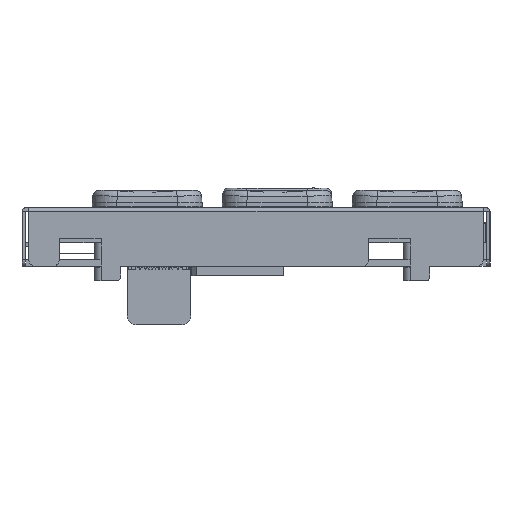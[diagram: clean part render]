
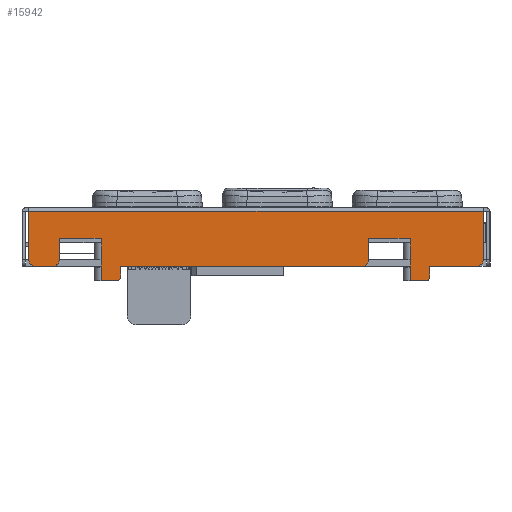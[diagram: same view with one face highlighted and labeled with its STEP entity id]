
A CAD part, left-side view. The second image highlights one B-rep face of the part: STEP entity #15942.
In plain terms, the highlighted planar face has unit normal (-1, 0, 0).
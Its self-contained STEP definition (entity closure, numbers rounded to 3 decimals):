
#63=DIRECTION('',(0.,-1.,0.));
#64=VECTOR('',#63,35.8);
#65=CARTESIAN_POINT('',(-106.764,19.96,50.741));
#66=LINE('',#65,#64);
#103=DIRECTION('',(0.,-1.,0.));
#104=VECTOR('',#103,2.55);
#105=CARTESIAN_POINT('',(-106.764,32.61,50.741));
#106=LINE('',#105,#104);
#224=DIRECTION('',(0.,0.,-1.));
#225=VECTOR('',#224,1.1);
#226=CARTESIAN_POINT('',(-106.764,22.86,51.741));
#227=LINE('',#226,#225);
#253=CARTESIAN_POINT('',(-106.764,30.06,51.741));
#254=DIRECTION('',(1.,0.,0.));
#255=DIRECTION('',(0.,-1.,0.));
#256=AXIS2_PLACEMENT_3D('',#253,#254,#255);
#258=CARTESIAN_POINT('',(-106.764,32.61,51.741));
#259=DIRECTION('',(1.,0.,0.));
#260=DIRECTION('',(0.,0.,-1.));
#261=AXIS2_PLACEMENT_3D('',#258,#259,#260);
#263=DIRECTION('',(0.,0.,-1.));
#264=VECTOR('',#263,7.2);
#265=CARTESIAN_POINT('',(-106.764,-33.89,58.941));
#266=LINE('',#265,#264);
#267=CARTESIAN_POINT('',(-106.764,-32.89,51.741));
#268=DIRECTION('',(1.,0.,0.));
#269=DIRECTION('',(0.,-1.,0.));
#270=AXIS2_PLACEMENT_3D('',#267,#268,#269);
#272=DIRECTION('',(0.,1.,0.));
#273=VECTOR('',#272,6.95);
#274=CARTESIAN_POINT('',(-106.764,-32.89,50.741));
#275=LINE('',#274,#273);
#276=CARTESIAN_POINT('',(-106.764,-25.44,49.141));
#277=DIRECTION('',(1.,0.,0.));
#278=DIRECTION('',(0.,-1.,0.));
#279=AXIS2_PLACEMENT_3D('',#276,#277,#278);
#281=CARTESIAN_POINT('',(-106.764,-15.84,51.741));
#282=DIRECTION('',(1.,0.,0.));
#283=DIRECTION('',(0.,-1.,0.));
#284=AXIS2_PLACEMENT_3D('',#281,#282,#283);
#286=CARTESIAN_POINT('',(-106.764,20.46,49.141));
#287=DIRECTION('',(1.,0.,0.));
#288=DIRECTION('',(0.,-1.,0.));
#289=AXIS2_PLACEMENT_3D('',#286,#287,#288);
#295=DIRECTION('',(0.,0.,-1.));
#296=VECTOR('',#295,2.);
#297=CARTESIAN_POINT('',(-106.764,22.86,50.641));
#298=LINE('',#297,#296);
#318=DIRECTION('',(0.,-1.,0.));
#319=VECTOR('',#318,2.4);
#320=CARTESIAN_POINT('',(-106.764,22.86,48.641));
#321=LINE('',#320,#319);
#351=DIRECTION('',(0.,0.,1.));
#352=VECTOR('',#351,1.6);
#353=CARTESIAN_POINT('',(-106.764,19.96,49.141));
#354=LINE('',#353,#352);
#415=DIRECTION('',(0.,0.,-1.));
#416=VECTOR('',#415,2.5);
#417=CARTESIAN_POINT('',(-106.764,22.86,54.241));
#418=LINE('',#417,#416);
#1013=DIRECTION('',(0.,0.,1.));
#1014=VECTOR('',#1013,3.2);
#1015=CARTESIAN_POINT('',(-106.764,29.06,51.741));
#1016=LINE('',#1015,#1014);
#1033=DIRECTION('',(0.,-1.,0.));
#1034=VECTOR('',#1033,6.2);
#1035=CARTESIAN_POINT('',(-106.764,29.06,54.941));
#1036=LINE('',#1035,#1034);
#1058=DIRECTION('',(0.,0.,-1.));
#1059=VECTOR('',#1058,0.7);
#1060=CARTESIAN_POINT('',(-106.764,22.86,54.941));
#1061=LINE('',#1060,#1059);
#1702=DIRECTION('',(0.,0.,-1.));
#1703=VECTOR('',#1702,7.2);
#1704=CARTESIAN_POINT('',(-106.764,33.61,58.941));
#1705=LINE('',#1704,#1703);
#1710=DIRECTION('',(0.,1.,0.));
#1711=VECTOR('',#1710,67.5);
#1712=CARTESIAN_POINT('',(-106.764,-33.89,58.941));
#1713=LINE('',#1712,#1711);
#4868=DIRECTION('',(0.,0.,1.));
#4869=VECTOR('',#4868,3.2);
#4870=CARTESIAN_POINT('',(-106.764,-16.84,51.741));
#4871=LINE('',#4870,#4869);
#4910=DIRECTION('',(0.,0.,-1.));
#4911=VECTOR('',#4910,2.5);
#4912=CARTESIAN_POINT('',(-106.764,-23.04,54.241));
#4913=LINE('',#4912,#4911);
#4987=DIRECTION('',(0.,-1.,0.));
#4988=VECTOR('',#4987,6.2);
#4989=CARTESIAN_POINT('',(-106.764,-16.84,54.941));
#4990=LINE('',#4989,#4988);
#4995=DIRECTION('',(0.,0.,-1.));
#4996=VECTOR('',#4995,0.7);
#4997=CARTESIAN_POINT('',(-106.764,-23.04,54.941));
#4998=LINE('',#4997,#4996);
#5007=DIRECTION('',(0.,0.,-1.));
#5008=VECTOR('',#5007,1.1);
#5009=CARTESIAN_POINT('',(-106.764,-23.04,51.741));
#5010=LINE('',#5009,#5008);
#5037=DIRECTION('',(0.,0.,-1.));
#5038=VECTOR('',#5037,2.);
#5039=CARTESIAN_POINT('',(-106.764,-23.04,50.641));
#5040=LINE('',#5039,#5038);
#5064=DIRECTION('',(0.,-1.,0.));
#5065=VECTOR('',#5064,2.4);
#5066=CARTESIAN_POINT('',(-106.764,-23.04,48.641));
#5067=LINE('',#5066,#5065);
#5097=DIRECTION('',(0.,0.,1.));
#5098=VECTOR('',#5097,1.6);
#5099=CARTESIAN_POINT('',(-106.764,-25.94,49.141));
#5100=LINE('',#5099,#5098);
#12116=CARTESIAN_POINT('',(-106.764,19.96,50.741));
#12117=VERTEX_POINT('',#12116);
#12118=CARTESIAN_POINT('',(-106.764,-15.84,50.741));
#12119=VERTEX_POINT('',#12118);
#12126=CARTESIAN_POINT('',(-106.764,-25.94,50.741));
#12127=VERTEX_POINT('',#12126);
#12128=CARTESIAN_POINT('',(-106.764,-32.89,50.741));
#12129=VERTEX_POINT('',#12128);
#12170=CARTESIAN_POINT('',(-106.764,32.61,50.741));
#12171=VERTEX_POINT('',#12170);
#12172=CARTESIAN_POINT('',(-106.764,30.06,50.741));
#12173=VERTEX_POINT('',#12172);
#12264=CARTESIAN_POINT('',(-106.764,22.86,51.741));
#12265=VERTEX_POINT('',#12264);
#12266=CARTESIAN_POINT('',(-106.764,22.86,50.641));
#12267=VERTEX_POINT('',#12266);
#12272=CARTESIAN_POINT('',(-106.764,29.06,51.741));
#12273=VERTEX_POINT('',#12272);
#12274=CARTESIAN_POINT('',(-106.764,22.86,48.641));
#12275=VERTEX_POINT('',#12274);
#12276=CARTESIAN_POINT('',(-106.764,22.86,54.241));
#12277=VERTEX_POINT('',#12276);
#12278=CARTESIAN_POINT('',(-106.764,22.86,54.941));
#12279=VERTEX_POINT('',#12278);
#12280=CARTESIAN_POINT('',(-106.764,29.06,54.941));
#12281=VERTEX_POINT('',#12280);
#12282=CARTESIAN_POINT('',(-106.764,33.61,51.741));
#12283=VERTEX_POINT('',#12282);
#12284=CARTESIAN_POINT('',(-106.764,33.61,58.941));
#12285=VERTEX_POINT('',#12284);
#12286=CARTESIAN_POINT('',(-106.764,-33.89,58.941));
#12287=VERTEX_POINT('',#12286);
#12288=CARTESIAN_POINT('',(-106.764,-33.89,51.741));
#12289=VERTEX_POINT('',#12288);
#12290=CARTESIAN_POINT('',(-106.764,-25.94,49.141));
#12291=VERTEX_POINT('',#12290);
#12292=CARTESIAN_POINT('',(-106.764,-25.44,48.641));
#12293=VERTEX_POINT('',#12292);
#12294=CARTESIAN_POINT('',(-106.764,-23.04,48.641));
#12295=VERTEX_POINT('',#12294);
#12296=CARTESIAN_POINT('',(-106.764,-23.04,50.641));
#12297=VERTEX_POINT('',#12296);
#12298=CARTESIAN_POINT('',(-106.764,-23.04,51.741));
#12299=VERTEX_POINT('',#12298);
#12300=CARTESIAN_POINT('',(-106.764,-23.04,54.241));
#12301=VERTEX_POINT('',#12300);
#12302=CARTESIAN_POINT('',(-106.764,-23.04,54.941));
#12303=VERTEX_POINT('',#12302);
#12304=CARTESIAN_POINT('',(-106.764,-16.84,54.941));
#12305=VERTEX_POINT('',#12304);
#12306=CARTESIAN_POINT('',(-106.764,-16.84,51.741));
#12307=VERTEX_POINT('',#12306);
#12308=CARTESIAN_POINT('',(-106.764,19.96,49.141));
#12309=VERTEX_POINT('',#12308);
#12310=CARTESIAN_POINT('',(-106.764,20.46,48.641));
#12311=VERTEX_POINT('',#12310);
#15884=CARTESIAN_POINT('',(-106.764,-0.14,53.791));
#15885=DIRECTION('',(1.,0.,0.));
#15886=DIRECTION('',(0.,1.,0.));
#15887=AXIS2_PLACEMENT_3D('',#15884,#15885,#15886);
#15888=PLANE('',#15887);
#15890=ORIENTED_EDGE('',*,*,#15889,.F.);
#15891=ORIENTED_EDGE('',*,*,#15825,.F.);
#15893=ORIENTED_EDGE('',*,*,#15892,.F.);
#15895=ORIENTED_EDGE('',*,*,#15894,.F.);
#15897=ORIENTED_EDGE('',*,*,#15896,.F.);
#15899=ORIENTED_EDGE('',*,*,#15898,.F.);
#15900=ORIENTED_EDGE('',*,*,#15870,.T.);
#15901=ORIENTED_EDGE('',*,*,#15672,.F.);
#15903=ORIENTED_EDGE('',*,*,#15902,.T.);
#15905=ORIENTED_EDGE('',*,*,#15904,.F.);
#15907=ORIENTED_EDGE('',*,*,#15906,.F.);
#15909=ORIENTED_EDGE('',*,*,#15908,.T.);
#15911=ORIENTED_EDGE('',*,*,#15910,.T.);
#15912=ORIENTED_EDGE('',*,*,#15628,.T.);
#15914=ORIENTED_EDGE('',*,*,#15913,.F.);
#15916=ORIENTED_EDGE('',*,*,#15915,.T.);
#15918=ORIENTED_EDGE('',*,*,#15917,.F.);
#15920=ORIENTED_EDGE('',*,*,#15919,.F.);
#15922=ORIENTED_EDGE('',*,*,#15921,.F.);
#15924=ORIENTED_EDGE('',*,*,#15923,.F.);
#15926=ORIENTED_EDGE('',*,*,#15925,.F.);
#15928=ORIENTED_EDGE('',*,*,#15927,.F.);
#15930=ORIENTED_EDGE('',*,*,#15929,.F.);
#15932=ORIENTED_EDGE('',*,*,#15931,.T.);
#15933=ORIENTED_EDGE('',*,*,#15618,.F.);
#15935=ORIENTED_EDGE('',*,*,#15934,.F.);
#15937=ORIENTED_EDGE('',*,*,#15936,.T.);
#15939=ORIENTED_EDGE('',*,*,#15938,.F.);
#15940=EDGE_LOOP('',(#15890,#15891,#15893,#15895,#15897,#15899,#15900,#15901,
#15903,#15905,#15907,#15909,#15911,#15912,#15914,#15916,#15918,#15920,#15922,
#15924,#15926,#15928,#15930,#15932,#15933,#15935,#15937,#15939));
#15941=FACE_OUTER_BOUND('',#15940,.F.);
#257=CIRCLE('',#256,1.);
#262=CIRCLE('',#261,1.);
#271=CIRCLE('',#270,1.);
#280=CIRCLE('',#279,0.5);
#285=CIRCLE('',#284,1.);
#290=CIRCLE('',#289,0.5);
#15618=EDGE_CURVE('',#12117,#12119,#66,.T.);
#15628=EDGE_CURVE('',#12129,#12127,#275,.T.);
#15672=EDGE_CURVE('',#12171,#12173,#106,.T.);
#15825=EDGE_CURVE('',#12265,#12267,#227,.T.);
#15870=EDGE_CURVE('',#12273,#12173,#257,.T.);
#15889=EDGE_CURVE('',#12267,#12275,#298,.T.);
#15892=EDGE_CURVE('',#12277,#12265,#418,.T.);
#15894=EDGE_CURVE('',#12279,#12277,#1061,.T.);
#15896=EDGE_CURVE('',#12281,#12279,#1036,.T.);
#15898=EDGE_CURVE('',#12273,#12281,#1016,.T.);
#15902=EDGE_CURVE('',#12171,#12283,#262,.T.);
#15904=EDGE_CURVE('',#12285,#12283,#1705,.T.);
#15906=EDGE_CURVE('',#12287,#12285,#1713,.T.);
#15908=EDGE_CURVE('',#12287,#12289,#266,.T.);
#15910=EDGE_CURVE('',#12289,#12129,#271,.T.);
#15913=EDGE_CURVE('',#12291,#12127,#5100,.T.);
#15915=EDGE_CURVE('',#12291,#12293,#280,.T.);
#15917=EDGE_CURVE('',#12295,#12293,#5067,.T.);
#15919=EDGE_CURVE('',#12297,#12295,#5040,.T.);
#15921=EDGE_CURVE('',#12299,#12297,#5010,.T.);
#15923=EDGE_CURVE('',#12301,#12299,#4913,.T.);
#15925=EDGE_CURVE('',#12303,#12301,#4998,.T.);
#15927=EDGE_CURVE('',#12305,#12303,#4990,.T.);
#15929=EDGE_CURVE('',#12307,#12305,#4871,.T.);
#15931=EDGE_CURVE('',#12307,#12119,#285,.T.);
#15934=EDGE_CURVE('',#12309,#12117,#354,.T.);
#15936=EDGE_CURVE('',#12309,#12311,#290,.T.);
#15938=EDGE_CURVE('',#12275,#12311,#321,.T.);
#15942=ADVANCED_FACE('',(#15941),#15888,.F.);
